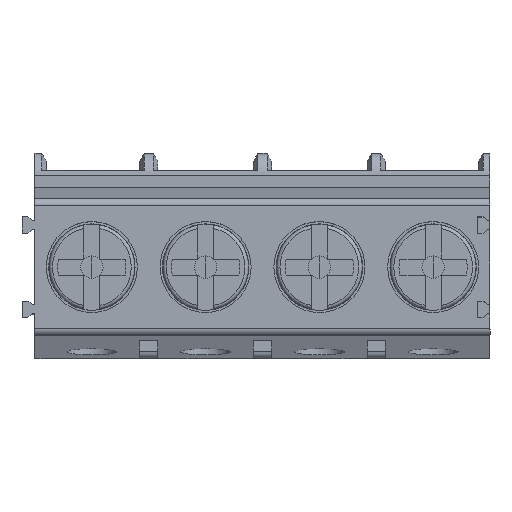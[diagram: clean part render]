
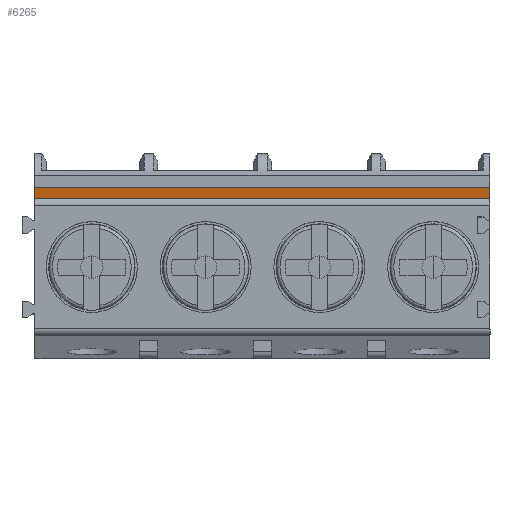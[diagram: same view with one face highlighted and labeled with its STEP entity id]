
A CAD part, top view. The second image highlights one B-rep face of the part: STEP entity #6265.
In plain terms, the highlighted planar face has unit normal (0, 0.993, 0.122).
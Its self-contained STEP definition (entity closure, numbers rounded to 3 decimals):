
#1963 = PLANE('',#1964);
#1964 = AXIS2_PLACEMENT_3D('',#1965,#1966,#1967);
#1965 = CARTESIAN_POINT('',(-9.715,2.545,4.483
    ));
#1966 = DIRECTION('',(-1.,0.,0.));
#1967 = DIRECTION('',(0.,-1.,0.));
#3242 = VERTEX_POINT('',#3243);
#3243 = CARTESIAN_POINT('',(-9.715,2.5,
    11.369));
#3262 = CYLINDRICAL_SURFACE('',#3263,0.3);
#3263 = AXIS2_PLACEMENT_3D('',#3264,#3265,#3266);
#3264 = CARTESIAN_POINT('',(8.708,2.225,11.25
    ));
#3265 = DIRECTION('',(1.,0.,0.));
#3266 = DIRECTION('',(0.,0.,-1.));
#3296 = EDGE_CURVE('',#3297,#3242,#3299,.T.);
#3297 = VERTEX_POINT('',#3298);
#3298 = CARTESIAN_POINT('',(-9.715,3.006,7.25)
  );
#3299 = SURFACE_CURVE('',#3300,(#3304,#3311),.PCURVE_S1.);
#3300 = LINE('',#3301,#3302);
#3301 = CARTESIAN_POINT('',(-9.715,4.559,
    -5.398));
#3302 = VECTOR('',#3303,1.);
#3303 = DIRECTION('',(0.,-0.122,0.993)
  );
#3304 = PCURVE('',#1963,#3305);
#3305 = DEFINITIONAL_REPRESENTATION('',(#3306),#3310);
#3306 = LINE('',#3307,#3308);
#3307 = CARTESIAN_POINT('',(-2.014,-9.88));
#3308 = VECTOR('',#3309,1.);
#3309 = DIRECTION('',(0.122,0.993));
#3310 = ( GEOMETRIC_REPRESENTATION_CONTEXT(2) 
PARAMETRIC_REPRESENTATION_CONTEXT() REPRESENTATION_CONTEXT('2D SPACE',''
  ) );
#3311 = PCURVE('',#3312,#3317);
#3312 = PLANE('',#3313);
#3313 = AXIS2_PLACEMENT_3D('',#3314,#3315,#3316);
#3314 = CARTESIAN_POINT('',(7.935,3.,7.3)
  );
#3315 = DIRECTION('',(0.,0.993,0.122)
  );
#3316 = DIRECTION('',(0.,-0.122,0.993)
  );
#3317 = DEFINITIONAL_REPRESENTATION('',(#3318),#3322);
#3318 = LINE('',#3319,#3320);
#3319 = CARTESIAN_POINT('',(-12.793,-17.65));
#3320 = VECTOR('',#3321,1.);
#3321 = DIRECTION('',(1.,0.));
#3322 = ( GEOMETRIC_REPRESENTATION_CONTEXT(2) 
PARAMETRIC_REPRESENTATION_CONTEXT() REPRESENTATION_CONTEXT('2D SPACE',''
  ) );
#3338 = PLANE('',#3339);
#3339 = AXIS2_PLACEMENT_3D('',#3340,#3341,#3342);
#3340 = CARTESIAN_POINT('',(-6.396,3.733,7.25
    ));
#3341 = DIRECTION('',(0.,0.,-1.));
#3342 = DIRECTION('',(0.,-1.,0.));
#6265 = ADVANCED_FACE('',(#6266),#3312,.T.);
#6266 = FACE_BOUND('',#6267,.T.);
#6267 = EDGE_LOOP('',(#6268,#6291,#6292,#6337));
#6268 = ORIENTED_EDGE('',*,*,#6269,.F.);
#6269 = EDGE_CURVE('',#3297,#6270,#6272,.T.);
#6270 = VERTEX_POINT('',#6271);
#6271 = CARTESIAN_POINT('',(10.285,3.006,7.25)
  );
#6272 = SURFACE_CURVE('',#6273,(#6277,#6284),.PCURVE_S1.);
#6273 = LINE('',#6274,#6275);
#6274 = CARTESIAN_POINT('',(44.288,3.006,7.25)
  );
#6275 = VECTOR('',#6276,1.);
#6276 = DIRECTION('',(1.,0.,0.));
#6277 = PCURVE('',#3312,#6278);
#6278 = DEFINITIONAL_REPRESENTATION('',(#6279),#6283);
#6279 = LINE('',#6280,#6281);
#6280 = CARTESIAN_POINT('',(-0.05,36.353));
#6281 = VECTOR('',#6282,1.);
#6282 = DIRECTION('',(0.,1.));
#6283 = ( GEOMETRIC_REPRESENTATION_CONTEXT(2) 
PARAMETRIC_REPRESENTATION_CONTEXT() REPRESENTATION_CONTEXT('2D SPACE',''
  ) );
#6284 = PCURVE('',#3338,#6285);
#6285 = DEFINITIONAL_REPRESENTATION('',(#6286),#6290);
#6286 = LINE('',#6287,#6288);
#6287 = CARTESIAN_POINT('',(0.727,-50.684));
#6288 = VECTOR('',#6289,1.);
#6289 = DIRECTION('',(0.,-1.));
#6290 = ( GEOMETRIC_REPRESENTATION_CONTEXT(2) 
PARAMETRIC_REPRESENTATION_CONTEXT() REPRESENTATION_CONTEXT('2D SPACE',''
  ) );
#6291 = ORIENTED_EDGE('',*,*,#3296,.T.);
#6292 = ORIENTED_EDGE('',*,*,#6293,.T.);
#6293 = EDGE_CURVE('',#3242,#6294,#6296,.T.);
#6294 = VERTEX_POINT('',#6295);
#6295 = CARTESIAN_POINT('',(10.285,2.5,
    11.369));
#6296 = SURFACE_CURVE('',#6297,(#6301,#6308),.PCURVE_S1.);
#6297 = LINE('',#6298,#6299);
#6298 = CARTESIAN_POINT('',(8.708,2.5,
    11.369));
#6299 = VECTOR('',#6300,1.);
#6300 = DIRECTION('',(1.,0.,0.));
#6301 = PCURVE('',#3312,#6302);
#6302 = DEFINITIONAL_REPRESENTATION('',(#6303),#6307);
#6303 = LINE('',#6304,#6305);
#6304 = CARTESIAN_POINT('',(4.1,0.773));
#6305 = VECTOR('',#6306,1.);
#6306 = DIRECTION('',(0.,1.));
#6307 = ( GEOMETRIC_REPRESENTATION_CONTEXT(2) 
PARAMETRIC_REPRESENTATION_CONTEXT() REPRESENTATION_CONTEXT('2D SPACE',''
  ) );
#6308 = PCURVE('',#3262,#6309);
#6309 = DEFINITIONAL_REPRESENTATION('',(#6310),#6336);
#6310 = B_SPLINE_CURVE_WITH_KNOTS('',3,(#6311,#6312,#6313,#6314,#6315,
    #6316,#6317,#6318,#6319,#6320,#6321,#6322,#6323,#6324,#6325,#6326,
    #6327,#6328,#6329,#6330,#6331,#6332,#6333,#6334,#6335),
  .UNSPECIFIED.,.F.,.F.,(4,1,1,1,1,1,1,1,1,1,1,1,1,1,1,1,1,1,1,1,1,1,4),
  (-18.423,-17.514,-16.605,-15.696,
    -14.787,-13.878,-12.969,-12.06,
    -11.15,-10.241,-9.332,-8.423,
    -7.514,-6.605,-5.696,-4.787,
    -3.878,-2.969,-2.06,-1.15,
    -0.241,0.668,1.577),.UNSPECIFIED.);
#6311 = CARTESIAN_POINT('',(1.979,-18.423));
#6312 = CARTESIAN_POINT('',(1.979,-18.12));
#6313 = CARTESIAN_POINT('',(1.979,-17.514));
#6314 = CARTESIAN_POINT('',(1.979,-16.605));
#6315 = CARTESIAN_POINT('',(1.979,-15.696));
#6316 = CARTESIAN_POINT('',(1.979,-14.787));
#6317 = CARTESIAN_POINT('',(1.979,-13.878));
#6318 = CARTESIAN_POINT('',(1.979,-12.969));
#6319 = CARTESIAN_POINT('',(1.979,-12.06));
#6320 = CARTESIAN_POINT('',(1.979,-11.15));
#6321 = CARTESIAN_POINT('',(1.979,-10.241));
#6322 = CARTESIAN_POINT('',(1.979,-9.332));
#6323 = CARTESIAN_POINT('',(1.979,-8.423));
#6324 = CARTESIAN_POINT('',(1.979,-7.514));
#6325 = CARTESIAN_POINT('',(1.979,-6.605));
#6326 = CARTESIAN_POINT('',(1.979,-5.696));
#6327 = CARTESIAN_POINT('',(1.979,-4.787));
#6328 = CARTESIAN_POINT('',(1.979,-3.878));
#6329 = CARTESIAN_POINT('',(1.979,-2.969));
#6330 = CARTESIAN_POINT('',(1.979,-2.06));
#6331 = CARTESIAN_POINT('',(1.979,-1.15));
#6332 = CARTESIAN_POINT('',(1.979,-0.241));
#6333 = CARTESIAN_POINT('',(1.979,0.668));
#6334 = CARTESIAN_POINT('',(1.979,1.274));
#6335 = CARTESIAN_POINT('',(1.979,1.577));
#6336 = ( GEOMETRIC_REPRESENTATION_CONTEXT(2) 
PARAMETRIC_REPRESENTATION_CONTEXT() REPRESENTATION_CONTEXT('2D SPACE',''
  ) );
#6337 = ORIENTED_EDGE('',*,*,#6338,.T.);
#6338 = EDGE_CURVE('',#6294,#6270,#6339,.T.);
#6339 = SURFACE_CURVE('',#6340,(#6344,#6351),.PCURVE_S1.);
#6340 = LINE('',#6341,#6342);
#6341 = CARTESIAN_POINT('',(10.285,4.559,
    -5.398));
#6342 = VECTOR('',#6343,1.);
#6343 = DIRECTION('',(0.,0.122,-0.993
    ));
#6344 = PCURVE('',#3312,#6345);
#6345 = DEFINITIONAL_REPRESENTATION('',(#6346),#6350);
#6346 = LINE('',#6347,#6348);
#6347 = CARTESIAN_POINT('',(-12.793,2.35));
#6348 = VECTOR('',#6349,1.);
#6349 = DIRECTION('',(-1.,0.));
#6350 = ( GEOMETRIC_REPRESENTATION_CONTEXT(2) 
PARAMETRIC_REPRESENTATION_CONTEXT() REPRESENTATION_CONTEXT('2D SPACE',''
  ) );
#6351 = PCURVE('',#6352,#6357);
#6352 = PLANE('',#6353);
#6353 = AXIS2_PLACEMENT_3D('',#6354,#6355,#6356);
#6354 = CARTESIAN_POINT('',(10.285,-3.001,
    11.45));
#6355 = DIRECTION('',(1.,0.,0.));
#6356 = DIRECTION('',(0.,-1.,0.));
#6357 = DEFINITIONAL_REPRESENTATION('',(#6358),#6362);
#6358 = LINE('',#6359,#6360);
#6359 = CARTESIAN_POINT('',(-7.56,16.848));
#6360 = VECTOR('',#6361,1.);
#6361 = DIRECTION('',(-0.122,0.993));
#6362 = ( GEOMETRIC_REPRESENTATION_CONTEXT(2) 
PARAMETRIC_REPRESENTATION_CONTEXT() REPRESENTATION_CONTEXT('2D SPACE',''
  ) );
